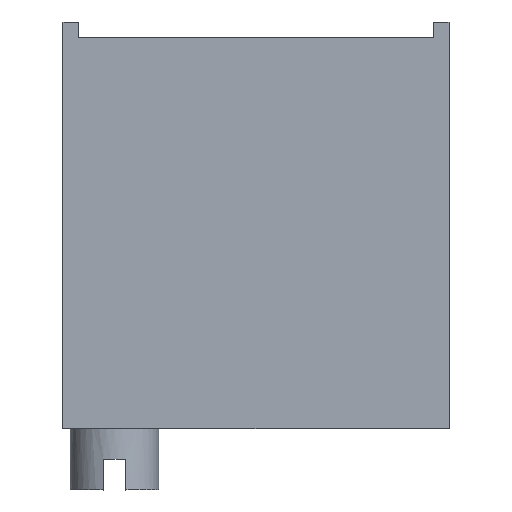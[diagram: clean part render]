
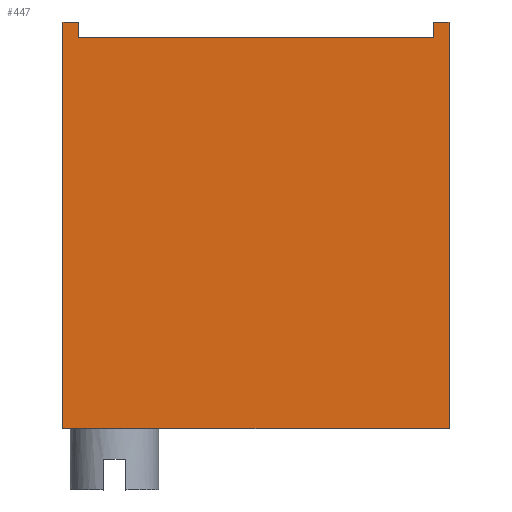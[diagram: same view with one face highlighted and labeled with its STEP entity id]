
A CAD part, top view. The second image highlights one B-rep face of the part: STEP entity #447.
In plain terms, the highlighted face is planar.
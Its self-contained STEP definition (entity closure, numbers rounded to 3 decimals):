
#447=ADVANCED_FACE('',(#723),#725,.T.);
#723=FACE_BOUND('',#724,.T.);
#724=EDGE_LOOP('',(#896,#897,#898,#899,#900,#901,#902,#903));
#725=PLANE('',#726);
#726=AXIS2_PLACEMENT_3D('',#727,#728,#729);
#727=CARTESIAN_POINT('',(0.,4.96,0.));
#728=DIRECTION('',(-0.,1.,0.));
#729=DIRECTION('',(1.,0.,0.));
#896=ORIENTED_EDGE('',*,*,#943,.T.);
#897=ORIENTED_EDGE('',*,*,#994,.T.);
#898=ORIENTED_EDGE('',*,*,#982,.T.);
#899=ORIENTED_EDGE('',*,*,#977,.T.);
#900=ORIENTED_EDGE('',*,*,#972,.T.);
#901=ORIENTED_EDGE('',*,*,#995,.T.);
#902=ORIENTED_EDGE('',*,*,#952,.T.);
#903=ORIENTED_EDGE('',*,*,#969,.T.);
#943=EDGE_CURVE('',#1025,#1023,#1026,.T.);
#952=EDGE_CURVE('',#1043,#1041,#1044,.T.);
#969=EDGE_CURVE('',#1041,#1025,#1073,.T.);
#972=EDGE_CURVE('',#1078,#1076,#1079,.T.);
#977=EDGE_CURVE('',#1086,#1078,#1087,.T.);
#982=EDGE_CURVE('',#1094,#1086,#1095,.T.);
#994=EDGE_CURVE('',#1023,#1094,#1110,.T.);
#995=EDGE_CURVE('',#1076,#1043,#1111,.T.);
#1023=VERTEX_POINT('',#1167);
#1025=VERTEX_POINT('',#1171);
#1026=LINE('',#1172,#1173);
#1041=VERTEX_POINT('',#1203);
#1043=VERTEX_POINT('',#1207);
#1044=LINE('',#1208,#1209);
#1073=LINE('',#1271,#1272);
#1076=VERTEX_POINT('',#1278);
#1078=VERTEX_POINT('',#1282);
#1079=LINE('',#1283,#1284);
#1086=VERTEX_POINT('',#1300);
#1087=LINE('',#1301,#1302);
#1094=VERTEX_POINT('',#1318);
#1095=LINE('',#1319,#1320);
#1110=LINE('',#1358,#1359);
#1111=LINE('',#1361,#1362);
#1167=CARTESIAN_POINT('',(-4.385,4.96,0.));
#1171=CARTESIAN_POINT('',(-4.385,4.96,0.38));
#1172=CARTESIAN_POINT('',(-4.385,4.96,0.38));
#1173=VECTOR('',#1174,1.);
#1174=DIRECTION('',(0.,0.,-1.));
#1203=CARTESIAN_POINT('',(4.385,4.96,0.38));
#1207=CARTESIAN_POINT('',(4.385,4.96,0.));
#1208=CARTESIAN_POINT('',(4.385,4.96,0.));
#1209=VECTOR('',#1210,1.);
#1210=DIRECTION('',(0.,0.,1.));
#1271=CARTESIAN_POINT('',(4.385,4.96,0.38));
#1272=VECTOR('',#1273,1.);
#1273=DIRECTION('',(-1.,0.,0.));
#1278=CARTESIAN_POINT('',(4.765,4.96,0.));
#1282=CARTESIAN_POINT('',(4.765,4.96,10.03));
#1283=CARTESIAN_POINT('',(4.765,4.96,10.03));
#1284=VECTOR('',#1285,1.);
#1285=DIRECTION('',(0.,0.,-1.));
#1300=CARTESIAN_POINT('',(-4.765,4.96,10.03));
#1301=CARTESIAN_POINT('',(-4.765,4.96,10.03));
#1302=VECTOR('',#1303,1.);
#1303=DIRECTION('',(1.,0.,0.));
#1318=CARTESIAN_POINT('',(-4.765,4.96,0.));
#1319=CARTESIAN_POINT('',(-4.765,4.96,0.));
#1320=VECTOR('',#1321,1.);
#1321=DIRECTION('',(0.,0.,1.));
#1358=CARTESIAN_POINT('',(-4.385,4.96,0.));
#1359=VECTOR('',#1360,1.);
#1360=DIRECTION('',(-1.,0.,0.));
#1361=CARTESIAN_POINT('',(4.765,4.96,0.));
#1362=VECTOR('',#1363,1.);
#1363=DIRECTION('',(-1.,0.,0.));
